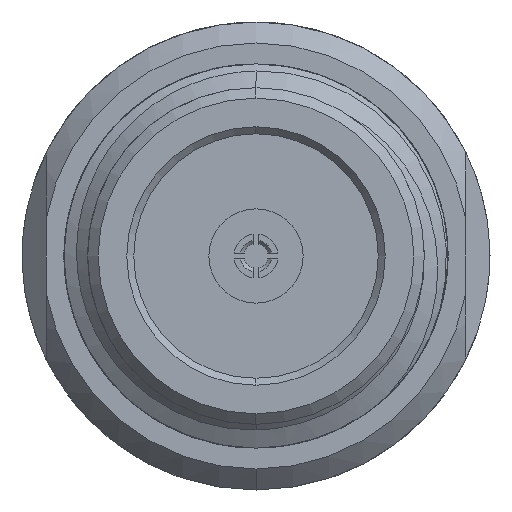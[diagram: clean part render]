
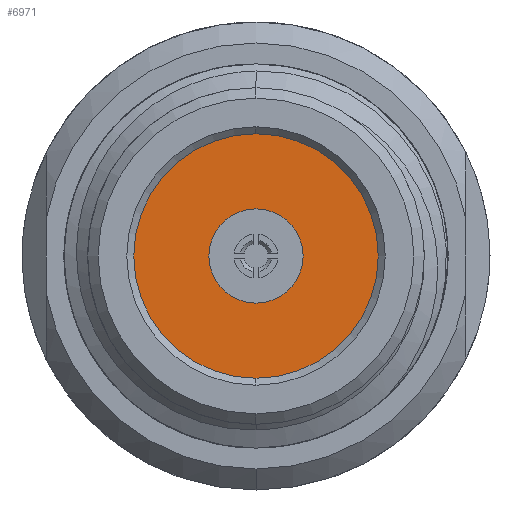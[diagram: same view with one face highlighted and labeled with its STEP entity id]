
A CAD part, left-side view. The second image highlights one B-rep face of the part: STEP entity #6971.
In plain terms, the highlighted planar face has unit normal (-1, 0, 0).
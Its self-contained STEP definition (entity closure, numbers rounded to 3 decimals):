
#598 = EDGE_CURVE ( 'NONE', #1862, #4138, #6006, .T. ) ;
#701 = EDGE_CURVE ( 'NONE', #4138, #1862, #2584, .T. ) ;
#838 = EDGE_CURVE ( 'NONE', #4487, #7405, #3694, .T. ) ;
#921 = CARTESIAN_POINT ( 'NONE',  ( -15.61, 0., -1.75 ) ) ;
#1156 = DIRECTION ( 'NONE',  ( 0., 0., 1. ) ) ;
#1317 = ORIENTED_EDGE ( 'NONE', *, *, #598, .F. ) ;
#1328 = CARTESIAN_POINT ( 'NONE',  ( -15.61, 0., 0. ) ) ;
#1409 = DIRECTION ( 'NONE',  ( 1., 0., 0. ) ) ;
#1520 = CARTESIAN_POINT ( 'NONE',  ( -15.61, 0., -0.675 ) ) ;
#1524 = ORIENTED_EDGE ( 'NONE', *, *, #3573, .T. ) ;
#1706 = ORIENTED_EDGE ( 'NONE', *, *, #701, .F. ) ;
#1740 = FACE_BOUND ( 'NONE', #6701, .T. ) ;
#1852 = AXIS2_PLACEMENT_3D ( 'NONE', #1328, #1409, #6077 ) ;
#1862 = VERTEX_POINT ( 'NONE', #921 ) ;
#1867 = CIRCLE ( 'NONE', #4318, 0.675 ) ;
#1992 = CARTESIAN_POINT ( 'NONE',  ( -15.61, 0., 0. ) ) ;
#2083 = DIRECTION ( 'NONE',  ( 1., 0., 0. ) ) ;
#2584 = CIRCLE ( 'NONE', #3568, 1.75 ) ;
#2709 = CARTESIAN_POINT ( 'NONE',  ( -15.61, 0., 1.75 ) ) ;
#3033 = ORIENTED_EDGE ( 'NONE', *, *, #838, .T. ) ;
#3173 = DIRECTION ( 'NONE',  ( 1., 0., 0. ) ) ;
#3568 = AXIS2_PLACEMENT_3D ( 'NONE', #1992, #3173, #7078 ) ;
#3573 = EDGE_CURVE ( 'NONE', #7405, #4487, #1867, .T. ) ;
#3694 = CIRCLE ( 'NONE', #1852, 0.675 ) ;
#3738 = DIRECTION ( 'NONE',  ( 0., 0., -1. ) ) ;
#4085 = PLANE ( 'NONE',  #7136 ) ;
#4138 = VERTEX_POINT ( 'NONE', #2709 ) ;
#4318 = AXIS2_PLACEMENT_3D ( 'NONE', #7433, #2083, #5095 ) ;
#4347 = CARTESIAN_POINT ( 'NONE',  ( -15.61, 0., 0. ) ) ;
#4487 = VERTEX_POINT ( 'NONE', #1520 ) ;
#5095 = DIRECTION ( 'NONE',  ( 0., 0., -1. ) ) ;
#5216 = EDGE_LOOP ( 'NONE', ( #1317, #1706 ) ) ;
#5226 = CARTESIAN_POINT ( 'NONE',  ( -15.61, 0., 0.675 ) ) ;
#5518 = DIRECTION ( 'NONE',  ( 1., 0., 0. ) ) ;
#6006 = CIRCLE ( 'NONE', #6983, 1.75 ) ;
#6077 = DIRECTION ( 'NONE',  ( 0., 0., -1. ) ) ;
#6409 = CARTESIAN_POINT ( 'NONE',  ( -15.61, -1.75, 0. ) ) ;
#6447 = DIRECTION ( 'NONE',  ( -1., 0., 0. ) ) ;
#6701 = EDGE_LOOP ( 'NONE', ( #3033, #1524 ) ) ;
#6971 = ADVANCED_FACE ( 'NONE', ( #6978, #1740 ), #4085, .T. ) ;
#6978 = FACE_OUTER_BOUND ( 'NONE', #5216, .T. ) ;
#6983 = AXIS2_PLACEMENT_3D ( 'NONE', #4347, #5518, #3738 ) ;
#7078 = DIRECTION ( 'NONE',  ( 0., 0., -1. ) ) ;
#7136 = AXIS2_PLACEMENT_3D ( 'NONE', #6409, #6447, #1156 ) ;
#7405 = VERTEX_POINT ( 'NONE', #5226 ) ;
#7433 = CARTESIAN_POINT ( 'NONE',  ( -15.61, 0., 0. ) ) ;
